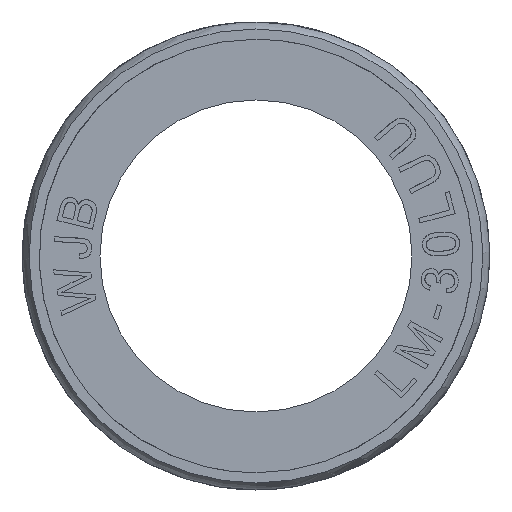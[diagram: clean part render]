
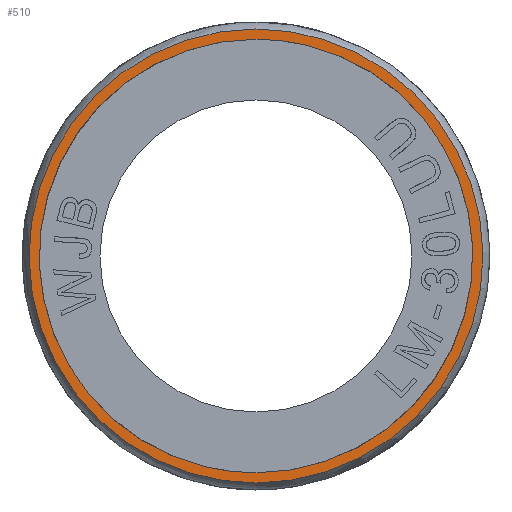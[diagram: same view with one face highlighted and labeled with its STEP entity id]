
A CAD part, left-side view. The second image highlights one B-rep face of the part: STEP entity #510.
In plain terms, the highlighted planar face has unit normal (-1, 0, 0).
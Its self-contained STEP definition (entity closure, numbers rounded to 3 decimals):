
#510=ADVANCED_FACE('',(#1068,#1069),#808,.T.);
#808=PLANE('',#5561);
#1068=FACE_BOUND('',#1152,.T.);
#1069=FACE_BOUND('',#1153,.T.);
#1152=EDGE_LOOP('',(#2112,#2113));
#1153=EDGE_LOOP('',(#2114,#2115));
#1554=B_SPLINE_CURVE_WITH_KNOTS('',3,(#8334,#8335,#8336,#8337,#8338,#8339,
#8340,#8341,#8342,#8343),.UNSPECIFIED.,.F.,.F.,(4,2,2,2,4),(0.,0.25,0.5,
0.75,1.),.UNSPECIFIED.);
#1555=B_SPLINE_CURVE_WITH_KNOTS('',3,(#8346,#8347,#8348,#8349,#8350,#8351,
#8352,#8353,#8354,#8355),.UNSPECIFIED.,.F.,.F.,(4,2,2,2,4),(0.,0.25,0.5,
0.75,1.),.UNSPECIFIED.);
#1558=B_SPLINE_CURVE_WITH_KNOTS('',3,(#8379,#8380,#8381,#8382,#8383,#8384,
#8385,#8386,#8387,#8388),.UNSPECIFIED.,.F.,.F.,(4,2,2,2,4),(0.,0.25,0.5,
0.75,1.),.UNSPECIFIED.);
#1559=B_SPLINE_CURVE_WITH_KNOTS('',3,(#8391,#8392,#8393,#8394,#8395,#8396,
#8397,#8398,#8399,#8400),.UNSPECIFIED.,.F.,.F.,(4,2,2,2,4),(0.,0.25,0.5,
0.75,1.),.UNSPECIFIED.);
#2112=ORIENTED_EDGE('',*,*,#4140,.F.);
#2113=ORIENTED_EDGE('',*,*,#4141,.F.);
#2114=ORIENTED_EDGE('',*,*,#4136,.T.);
#2115=ORIENTED_EDGE('',*,*,#4137,.T.);
#3620=VERTEX_POINT('',#8344);
#3621=VERTEX_POINT('',#8345);
#3624=VERTEX_POINT('',#8389);
#3625=VERTEX_POINT('',#8390);
#4136=EDGE_CURVE('',#3620,#3621,#1554,.T.);
#4137=EDGE_CURVE('',#3621,#3620,#1555,.T.);
#4140=EDGE_CURVE('',#3624,#3625,#1558,.T.);
#4141=EDGE_CURVE('',#3625,#3624,#1559,.T.);
#5561=AXIS2_PLACEMENT_3D('',#8401,#5973,#5974);
#5973=DIRECTION('',(-1.,0.,0.));
#5974=DIRECTION('',(0.,0.,1.));
#8334=CARTESIAN_POINT('',(0.,0.,21.827));
#8335=CARTESIAN_POINT('',(0.,5.733,21.827));
#8336=CARTESIAN_POINT('',(0.,11.381,19.487));
#8337=CARTESIAN_POINT('',(0.,19.487,11.382));
#8338=CARTESIAN_POINT('',(0.,21.827,5.731));
#8339=CARTESIAN_POINT('',(0.,21.827,-5.731));
#8340=CARTESIAN_POINT('',(0.,19.487,-11.381));
#8341=CARTESIAN_POINT('',(0.,11.382,-19.487));
#8342=CARTESIAN_POINT('',(0.,5.735,-21.827));
#8343=CARTESIAN_POINT('',(0.,0.,-21.827));
#8344=CARTESIAN_POINT('',(0.,0.,21.827));
#8345=CARTESIAN_POINT('',(0.,0.,-21.827));
#8346=CARTESIAN_POINT('',(0.,0.,-21.827));
#8347=CARTESIAN_POINT('',(0.,-5.733,-21.827));
#8348=CARTESIAN_POINT('',(0.,-11.381,-19.487));
#8349=CARTESIAN_POINT('',(0.,-19.487,-11.382));
#8350=CARTESIAN_POINT('',(0.,-21.827,-5.731));
#8351=CARTESIAN_POINT('',(0.,-21.827,5.731));
#8352=CARTESIAN_POINT('',(0.,-19.487,11.381));
#8353=CARTESIAN_POINT('',(0.,-11.382,19.487));
#8354=CARTESIAN_POINT('',(0.,-5.735,21.827));
#8355=CARTESIAN_POINT('',(0.,0.,21.827));
#8379=CARTESIAN_POINT('',(0.,0.,20.85));
#8380=CARTESIAN_POINT('',(0.,5.459,20.85));
#8381=CARTESIAN_POINT('',(0.,10.883,18.603));
#8382=CARTESIAN_POINT('',(0.,18.603,10.883));
#8383=CARTESIAN_POINT('',(0.,20.85,5.459));
#8384=CARTESIAN_POINT('',(0.,20.85,-5.459));
#8385=CARTESIAN_POINT('',(0.,18.603,-10.883));
#8386=CARTESIAN_POINT('',(0.,10.883,-18.603));
#8387=CARTESIAN_POINT('',(0.,5.459,-20.85));
#8388=CARTESIAN_POINT('',(0.,0.,-20.85));
#8389=CARTESIAN_POINT('',(0.,0.,20.85));
#8390=CARTESIAN_POINT('',(0.,0.,-20.85));
#8391=CARTESIAN_POINT('',(0.,0.,-20.85));
#8392=CARTESIAN_POINT('',(0.,-5.459,-20.85));
#8393=CARTESIAN_POINT('',(0.,-10.883,-18.603));
#8394=CARTESIAN_POINT('',(0.,-18.603,-10.883));
#8395=CARTESIAN_POINT('',(0.,-20.85,-5.459));
#8396=CARTESIAN_POINT('',(0.,-20.85,5.459));
#8397=CARTESIAN_POINT('',(0.,-18.603,10.883));
#8398=CARTESIAN_POINT('',(0.,-10.883,18.603));
#8399=CARTESIAN_POINT('',(0.,-5.459,20.85));
#8400=CARTESIAN_POINT('',(0.,0.,20.85));
#8401=CARTESIAN_POINT('',(0.,-22.268,-21.827));
